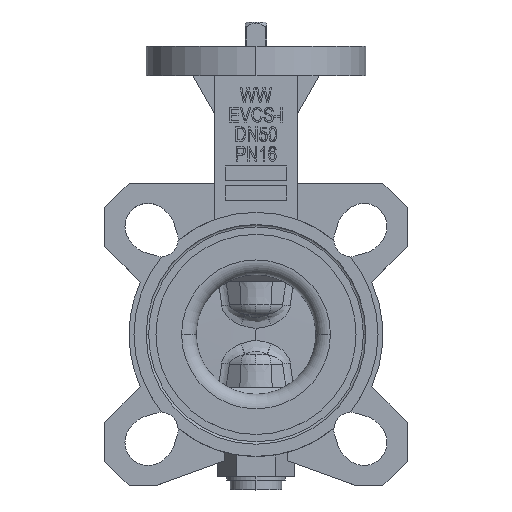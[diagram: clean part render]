
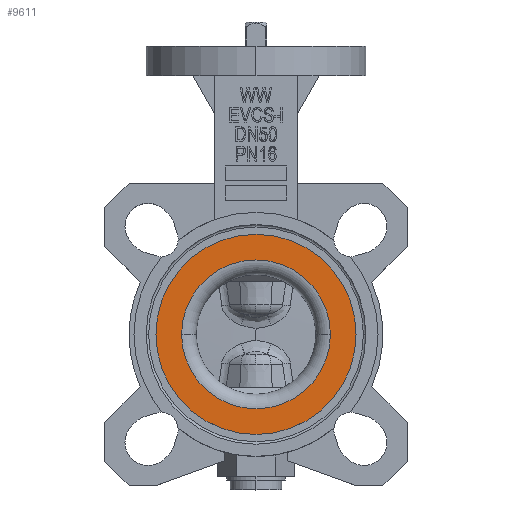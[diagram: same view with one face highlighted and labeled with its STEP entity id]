
A CAD part, top view. The second image highlights one B-rep face of the part: STEP entity #9611.
In plain terms, the highlighted planar face has unit normal (0, 0, 1).
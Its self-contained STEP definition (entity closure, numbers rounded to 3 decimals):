
#402 = DIRECTION ( 'NONE',  ( 0., 0., -1. ) ) ;
#654 = CARTESIAN_POINT ( 'NONE',  ( -41., 0., 22.5 ) ) ;
#721 = VERTEX_POINT ( 'NONE', #23020 ) ;
#2497 = VERTEX_POINT ( 'NONE', #7591 ) ;
#2885 = DIRECTION ( 'NONE',  ( 1., 0., 0. ) ) ;
#2911 = DIRECTION ( 'NONE',  ( 1., 0., 0. ) ) ;
#2991 = ORIENTED_EDGE ( 'NONE', *, *, #7006, .T. ) ;
#4102 = DIRECTION ( 'NONE',  ( 0., 0., 1. ) ) ;
#5271 = AXIS2_PLACEMENT_3D ( 'NONE', #9702, #4102, #23618 ) ;
#5381 = EDGE_LOOP ( 'NONE', ( #14691, #2991 ) ) ;
#6138 = CARTESIAN_POINT ( 'NONE',  ( 0., 0., 22.5 ) ) ;
#6548 = FACE_OUTER_BOUND ( 'NONE', #5381, .T. ) ;
#6798 = CARTESIAN_POINT ( 'NONE',  ( 0., 0., 22.5 ) ) ;
#7006 = EDGE_CURVE ( 'NONE', #14854, #9478, #8767, .T. ) ;
#7591 = CARTESIAN_POINT ( 'NONE',  ( 30.5, 0., 22.5 ) ) ;
#8767 = CIRCLE ( 'NONE', #16417, 41. ) ;
#9478 = VERTEX_POINT ( 'NONE', #19672 ) ;
#9611 = ADVANCED_FACE ( 'NONE', ( #16414, #6548 ), #23836, .F. ) ;
#9702 = CARTESIAN_POINT ( 'NONE',  ( 0., 0., 22.5 ) ) ;
#10213 = CARTESIAN_POINT ( 'NONE',  ( 0., 0., 22.5 ) ) ;
#10466 = EDGE_CURVE ( 'NONE', #9478, #14854, #14159, .T. ) ;
#11975 = CARTESIAN_POINT ( 'NONE',  ( 0., 30.5, 22.5 ) ) ;
#13907 = AXIS2_PLACEMENT_3D ( 'NONE', #6138, #24019, #20110 ) ;
#14159 = CIRCLE ( 'NONE', #18829, 41. ) ;
#14691 = ORIENTED_EDGE ( 'NONE', *, *, #10466, .T. ) ;
#14854 = VERTEX_POINT ( 'NONE', #654 ) ;
#15973 = EDGE_CURVE ( 'NONE', #721, #2497, #18690, .T. ) ;
#16414 = FACE_BOUND ( 'NONE', #21356, .T. ) ;
#16417 = AXIS2_PLACEMENT_3D ( 'NONE', #6798, #16624, #2911 ) ;
#16624 = DIRECTION ( 'NONE',  ( 0., 0., 1. ) ) ;
#18690 = CIRCLE ( 'NONE', #5271, 30.5 ) ;
#18743 = ORIENTED_EDGE ( 'NONE', *, *, #15973, .F. ) ;
#18829 = AXIS2_PLACEMENT_3D ( 'NONE', #10213, #24129, #2885 ) ;
#19296 = CIRCLE ( 'NONE', #13907, 30.5 ) ;
#19672 = CARTESIAN_POINT ( 'NONE',  ( 41., 0., 22.5 ) ) ;
#20097 = DIRECTION ( 'NONE',  ( -1., 0., 0. ) ) ;
#20110 = DIRECTION ( 'NONE',  ( 1., 0., 0. ) ) ;
#21356 = EDGE_LOOP ( 'NONE', ( #23672, #18743 ) ) ;
#23020 = CARTESIAN_POINT ( 'NONE',  ( -30.5, 0., 22.5 ) ) ;
#23112 = EDGE_CURVE ( 'NONE', #2497, #721, #19296, .T. ) ;
#23148 = AXIS2_PLACEMENT_3D ( 'NONE', #11975, #402, #20097 ) ;
#23618 = DIRECTION ( 'NONE',  ( 1., 0., 0. ) ) ;
#23672 = ORIENTED_EDGE ( 'NONE', *, *, #23112, .F. ) ;
#23836 = PLANE ( 'NONE',  #23148 ) ;
#24019 = DIRECTION ( 'NONE',  ( 0., 0., 1. ) ) ;
#24129 = DIRECTION ( 'NONE',  ( 0., 0., 1. ) ) ;
